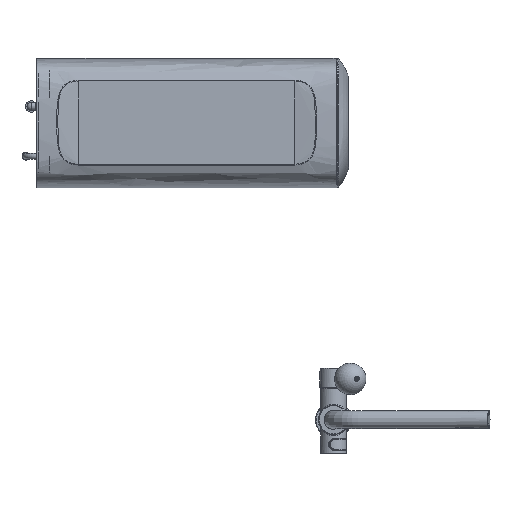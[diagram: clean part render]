
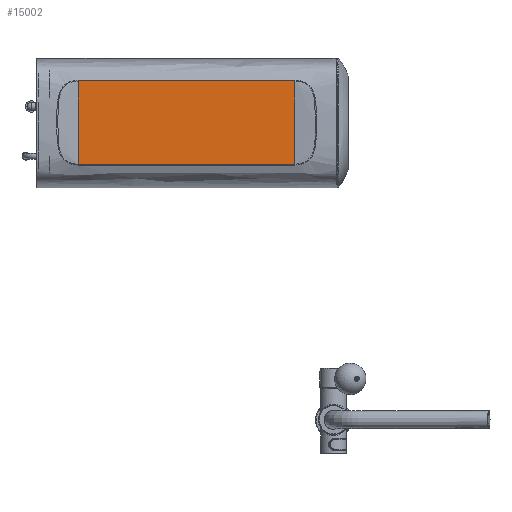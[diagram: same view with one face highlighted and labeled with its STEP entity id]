
A CAD part, top view. The second image highlights one B-rep face of the part: STEP entity #15002.
In plain terms, the highlighted planar face has unit normal (0, 0, 1).
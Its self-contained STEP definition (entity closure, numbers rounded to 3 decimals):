
#5413=ORIENTED_EDGE('',*,*,#8260,.T.);
#5414=ORIENTED_EDGE('',*,*,#8257,.T.);
#5415=ORIENTED_EDGE('',*,*,#8266,.T.);
#5416=ORIENTED_EDGE('',*,*,#8267,.T.);
#8257=EDGE_CURVE('',#10669,#10668,#11953,.T.);
#8260=EDGE_CURVE('',#10672,#10669,#11955,.T.);
#8266=EDGE_CURVE('',#10668,#10675,#11957,.T.);
#8267=EDGE_CURVE('',#10675,#10672,#11958,.T.);
#10668=VERTEX_POINT('',#48892);
#10669=VERTEX_POINT('',#48893);
#10672=VERTEX_POINT('',#48904);
#10675=VERTEX_POINT('',#49214);
#11953=LINE('',#48894,#13139);
#11955=LINE('',#48903,#13141);
#11957=LINE('',#49215,#13143);
#11958=LINE('',#49217,#13144);
#13139=VECTOR('',#19100,1000.);
#13141=VECTOR('',#19104,1000.);
#13143=VECTOR('',#19108,1000.);
#13144=VECTOR('',#19111,1000.);
#13684=EDGE_LOOP('',(#5413,#5414,#5415,#5416));
#14284=FACE_BOUND('',#13684,.T.);
#14579=PLANE('',#16346);
#15002=ADVANCED_FACE('',(#14284),#14579,.T.);
#16346=AXIS2_PLACEMENT_3D('',#49216,#19109,#19110);
#19100=DIRECTION('',(0.,1.,0.));
#19104=DIRECTION('',(1.,0.,0.));
#19108=DIRECTION('',(-1.,0.,0.));
#19109=DIRECTION('',(0.,0.,1.));
#19110=DIRECTION('',(0.,-1.,0.));
#19111=DIRECTION('',(0.,-1.,0.));
#48892=CARTESIAN_POINT('',(-82.713,545.817,460.975));
#48893=CARTESIAN_POINT('',(-82.713,417.083,460.975));
#48894=CARTESIAN_POINT('',(-82.713,417.083,460.975));
#48903=CARTESIAN_POINT('',(-417.189,417.083,460.975));
#48904=CARTESIAN_POINT('',(-417.189,417.083,460.975));
#49214=CARTESIAN_POINT('',(-417.189,545.817,460.975));
#49215=CARTESIAN_POINT('',(-82.713,545.817,460.975));
#49216=CARTESIAN_POINT('',(-450.649,558.703,460.975));
#49217=CARTESIAN_POINT('',(-417.189,545.817,460.975));
